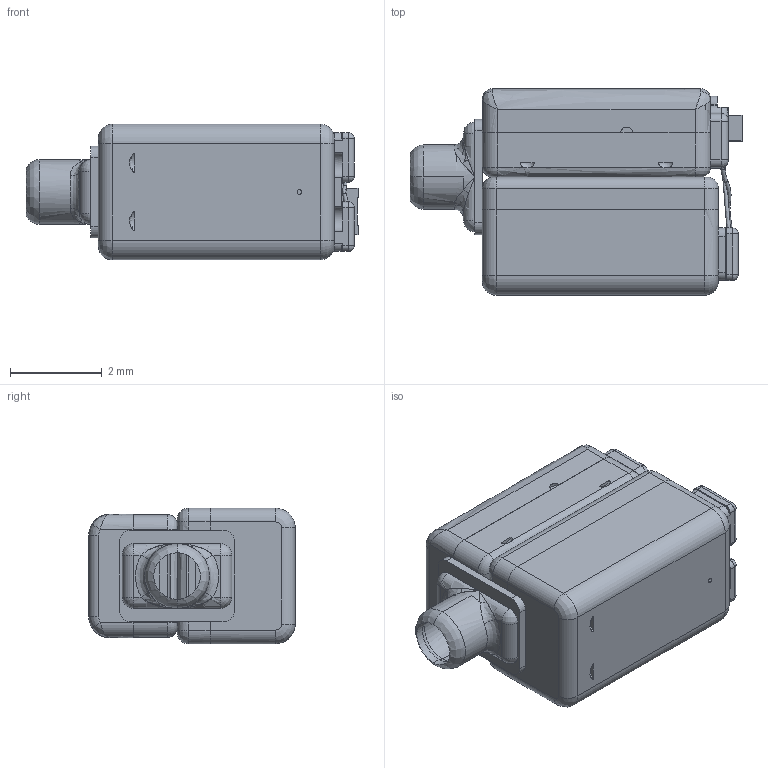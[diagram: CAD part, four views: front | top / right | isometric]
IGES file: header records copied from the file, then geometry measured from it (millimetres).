
Start section:  PTC IGES file: gm-34020-000_sw0002.igs
Global section: file name: gm-34020-000_sw0002.igs; native system: Creo Parametric by PTC Inc.; preprocessor: 2018300; author: MMason; organization: Unknown; date: 20200818.100037; units: millimetre
Bounding box: 7.25 x 4.51 x 2.96 mm (x, y, z)
Surface area: 233.7 mm2 (no closed solid volume)
Topology: 0 solids, 0 shells, 468 faces, 2356 edges, 2352 vertices
Faces by surface type: revolution 243, bspline 225
